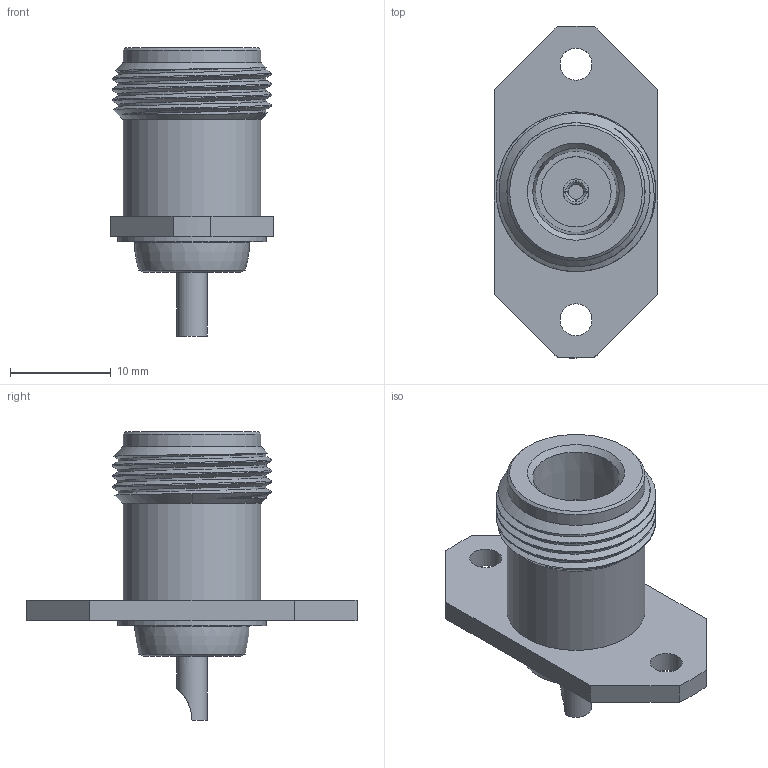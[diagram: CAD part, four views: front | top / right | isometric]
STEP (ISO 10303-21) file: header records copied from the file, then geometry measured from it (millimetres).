
FILE_DESCRIPTION (( 'STEP AP203' ), '1' );
FILE_NAME ('PE44077_3D.step', '2021-07-21T15:42:32', ( '' ), ( '' ), 'SwSTEP 2.0', 'SolidWorks 2021', '' );
FILE_SCHEMA (( 'CONFIG_CONTROL_DESIGN' ));
Length unit declared in the file: inch
Products named in the file (1): PE44077_3D
Bounding box: 16.26 x 33 x 28.7 mm (x, y, z)
Volume: 3377.6 mm3; surface area: 2539.5 mm2
Topology: 1 solids, 1 shells, 68 faces, 168 edges, 111 vertices
Faces by surface type: plane 30, cylinder 23, cone 11, bspline 3, torus 1
Full cylindrical faces by diameter (mm): 1.524 x1, 2.286 x1, 2.54 x1, 3.048 x1, 3.175 x2, 6.985 x1, 11.43 x1, 13.716 x2, 14.732 x1
Entity records: 3398 total; most frequent: CARTESIAN_POINT 1888, ORIENTED_EDGE 290, DIRECTION 274, EDGE_CURVE 145, AXIS2_PLACEMENT_3D 115, VERTEX_POINT 105, EDGE_LOOP 98, FACE_OUTER_BOUND 80
